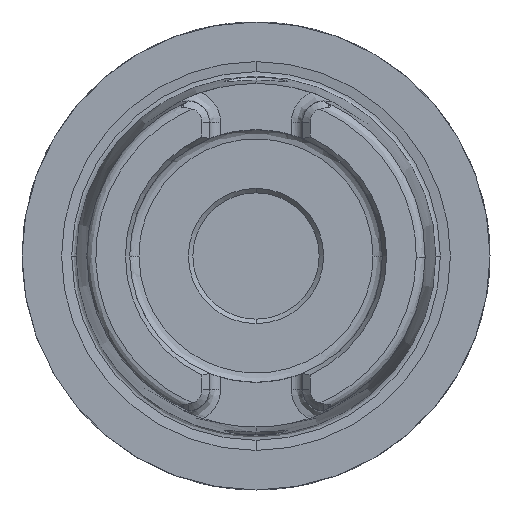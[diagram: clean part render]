
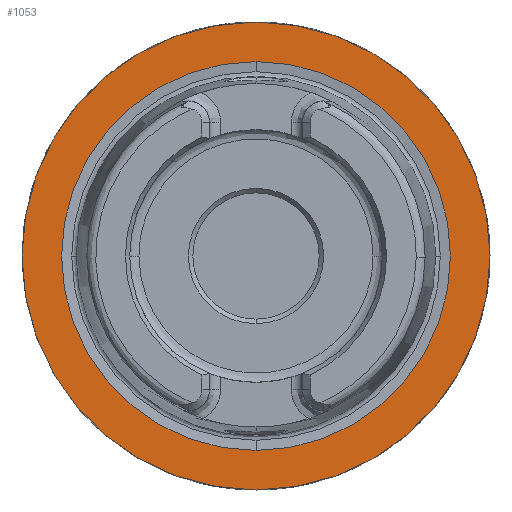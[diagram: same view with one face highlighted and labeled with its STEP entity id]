
A CAD part, left-side view. The second image highlights one B-rep face of the part: STEP entity #1053.
In plain terms, the highlighted planar face has unit normal (-1, 0, 0).
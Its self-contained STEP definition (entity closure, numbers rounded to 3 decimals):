
#369 = FACE_BOUND ( 'NONE', #889, .T. ) ;
#373 = FACE_OUTER_BOUND ( 'NONE', #885, .T. ) ;
#567 = CARTESIAN_POINT ( 'NONE',  ( 0., 0., 0. ) ) ;
#570 = PLANE ( 'NONE',  #1566 ) ;
#572 = DIRECTION ( 'NONE',  ( 1., 0., 0. ) ) ;
#573 = DIRECTION ( 'NONE',  ( 0., 0., -1. ) ) ;
#885 = EDGE_LOOP ( 'NONE', ( #2695, #2696 ) ) ;
#889 = EDGE_LOOP ( 'NONE', ( #2693, #2694 ) ) ;
#1053 = ADVANCED_FACE ( 'NONE', ( #369, #373 ), #570, .F. ) ;
#1566 = AXIS2_PLACEMENT_3D ( 'NONE', #567, #572, #573 ) ;
#1746 = AXIS2_PLACEMENT_3D ( 'NONE', #5173, #5174, #5175 ) ;
#1751 = AXIS2_PLACEMENT_3D ( 'NONE', #5292, #5293, #5294 ) ;
#1805 = AXIS2_PLACEMENT_3D ( 'NONE', #6135, #6136, #6137 ) ;
#1807 = AXIS2_PLACEMENT_3D ( 'NONE', #6144, #6145, #6146 ) ;
#2123 = EDGE_CURVE ( 'NONE', #4710, #4711, #4203, .T. ) ;
#2142 = EDGE_CURVE ( 'NONE', #4714, #4731, #4228, .T. ) ;
#2693 = ORIENTED_EDGE ( 'NONE', *, *, #2892, .F. ) ;
#2694 = ORIENTED_EDGE ( 'NONE', *, *, #2142, .F. ) ;
#2695 = ORIENTED_EDGE ( 'NONE', *, *, #2123, .F. ) ;
#2696 = ORIENTED_EDGE ( 'NONE', *, *, #2894, .F. ) ;
#2892 = EDGE_CURVE ( 'NONE', #4731, #4714, #4407, .T. ) ;
#2894 = EDGE_CURVE ( 'NONE', #4711, #4710, #4409, .T. ) ;
#4203 = CIRCLE ( 'NONE', #1746, 31.5 ) ;
#4228 = CIRCLE ( 'NONE', #1751, 26.174 ) ;
#4407 = CIRCLE ( 'NONE', #1805, 26.174 ) ;
#4409 = CIRCLE ( 'NONE', #1807, 31.5 ) ;
#4710 = VERTEX_POINT ( 'NONE', #6440 ) ;
#4711 = VERTEX_POINT ( 'NONE', #6441 ) ;
#4714 = VERTEX_POINT ( 'NONE', #6444 ) ;
#4731 = VERTEX_POINT ( 'NONE', #6461 ) ;
#5173 = CARTESIAN_POINT ( 'NONE',  ( 0., 0., 0. ) ) ;
#5174 = DIRECTION ( 'NONE',  ( 1., 0., 0. ) ) ;
#5175 = DIRECTION ( 'NONE',  ( 0., 0., -1. ) ) ;
#5292 = CARTESIAN_POINT ( 'NONE',  ( 0., 0., 0. ) ) ;
#5293 = DIRECTION ( 'NONE',  ( -1., 0., 0. ) ) ;
#5294 = DIRECTION ( 'NONE',  ( 0., 0., 1. ) ) ;
#6135 = CARTESIAN_POINT ( 'NONE',  ( 0., 0., 0. ) ) ;
#6136 = DIRECTION ( 'NONE',  ( -1., 0., 0. ) ) ;
#6137 = DIRECTION ( 'NONE',  ( 0., 0., 1. ) ) ;
#6144 = CARTESIAN_POINT ( 'NONE',  ( 0., 0., 0. ) ) ;
#6145 = DIRECTION ( 'NONE',  ( 1., 0., 0. ) ) ;
#6146 = DIRECTION ( 'NONE',  ( 0., 0., -1. ) ) ;
#6440 = CARTESIAN_POINT ( 'NONE',  ( 0., 0., -31.5 ) ) ;
#6441 = CARTESIAN_POINT ( 'NONE',  ( 0., 0., 31.5 ) ) ;
#6444 = CARTESIAN_POINT ( 'NONE',  ( 0., 0., -26.174 ) ) ;
#6461 = CARTESIAN_POINT ( 'NONE',  ( 0., 0., 26.174 ) ) ;
